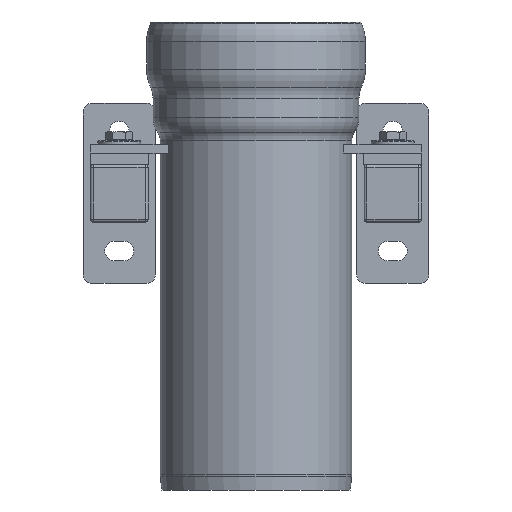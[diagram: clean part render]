
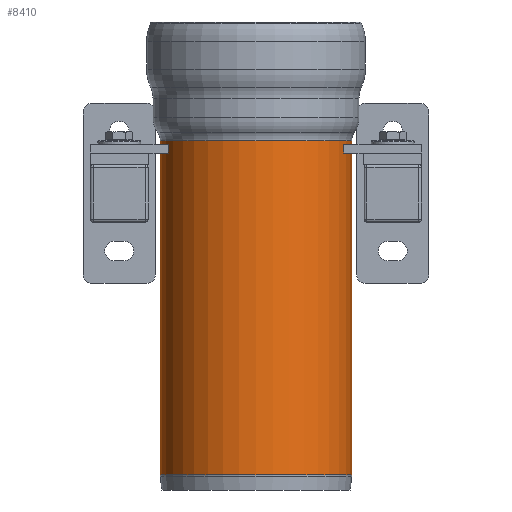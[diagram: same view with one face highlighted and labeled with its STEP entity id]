
A CAD part, front view. The second image highlights one B-rep face of the part: STEP entity #8410.
In plain terms, the highlighted cylindrical face has radius 66.5 mm (diameter 133 mm), a full revolution.
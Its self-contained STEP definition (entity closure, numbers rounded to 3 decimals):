
#914=FACE_OUTER_BOUND('',#1484,.T.);
#1484=EDGE_LOOP('',(#7368,#7369,#7370,#7371,#7372,#7373));
#2249=LINE('',#15359,#2988);
#2988=VECTOR('',#11523,66.5);
#3386=CIRCLE('',#9234,66.5);
#3387=CIRCLE('',#9235,66.5);
#3392=CIRCLE('',#9242,66.5);
#3393=CIRCLE('',#9243,66.5);
#4121=VERTEX_POINT('',#15344);
#4122=VERTEX_POINT('',#15345);
#4126=VERTEX_POINT('',#15358);
#4127=VERTEX_POINT('',#15360);
#5211=EDGE_CURVE('',#4121,#4122,#3386,.T.);
#5212=EDGE_CURVE('',#4122,#4121,#3387,.T.);
#5218=EDGE_CURVE('',#4122,#4126,#2249,.T.);
#5219=EDGE_CURVE('',#4126,#4127,#3392,.T.);
#5220=EDGE_CURVE('',#4127,#4126,#3393,.T.);
#7368=ORIENTED_EDGE('',*,*,#5211,.F.);
#7369=ORIENTED_EDGE('',*,*,#5212,.F.);
#7370=ORIENTED_EDGE('',*,*,#5218,.T.);
#7371=ORIENTED_EDGE('',*,*,#5219,.T.);
#7372=ORIENTED_EDGE('',*,*,#5220,.T.);
#7373=ORIENTED_EDGE('',*,*,#5218,.F.);
#8013=CYLINDRICAL_SURFACE('',#9241,66.5);
#8410=ADVANCED_FACE('',(#914),#8013,.T.);
#9234=AXIS2_PLACEMENT_3D('',#15346,#11506,#11507);
#9235=AXIS2_PLACEMENT_3D('',#15347,#11508,#11509);
#9241=AXIS2_PLACEMENT_3D('',#15357,#11521,#11522);
#9242=AXIS2_PLACEMENT_3D('',#15361,#11524,#11525);
#9243=AXIS2_PLACEMENT_3D('',#15362,#11526,#11527);
#11506=DIRECTION('center_axis',(0.,0.,-1.));
#11507=DIRECTION('ref_axis',(-1.,0.,0.));
#11508=DIRECTION('center_axis',(0.,0.,-1.));
#11509=DIRECTION('ref_axis',(-1.,0.,0.));
#11521=DIRECTION('center_axis',(0.,0.,-1.));
#11522=DIRECTION('ref_axis',(1.,0.,0.));
#11523=DIRECTION('',(0.,0.,1.));
#11524=DIRECTION('center_axis',(0.,0.,-1.));
#11525=DIRECTION('ref_axis',(1.,0.,0.));
#11526=DIRECTION('center_axis',(0.,0.,-1.));
#11527=DIRECTION('ref_axis',(1.,0.,0.));
#15344=CARTESIAN_POINT('',(-2916.197,-61.5,194.906));
#15345=CARTESIAN_POINT('',(-2982.697,-128.,194.906));
#15346=CARTESIAN_POINT('Origin',(-2916.197,-128.,194.906));
#15347=CARTESIAN_POINT('Origin',(-2916.197,-128.,194.906));
#15357=CARTESIAN_POINT('Origin',(-2916.197,-128.,122.648));
#15358=CARTESIAN_POINT('',(-2982.697,-128.,426.683));
#15359=CARTESIAN_POINT('',(-2982.697,-128.,122.648));
#15360=CARTESIAN_POINT('',(-2916.197,-194.5,426.683));
#15361=CARTESIAN_POINT('Origin',(-2916.197,-128.,426.683));
#15362=CARTESIAN_POINT('Origin',(-2916.197,-128.,426.683));
